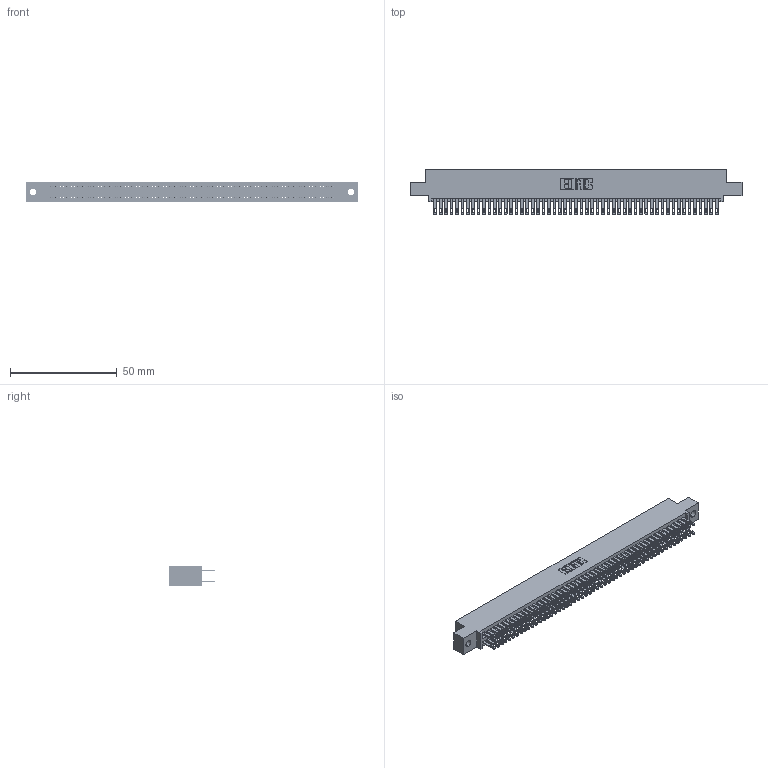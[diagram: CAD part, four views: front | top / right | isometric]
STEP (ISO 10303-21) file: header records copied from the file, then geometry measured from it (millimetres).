
FILE_DESCRIPTION (( 'STEP AP203' ), '1' );
FILE_NAME ('345-106-500-502.STEP', '2019-11-03T14:04:11', ( '' ), ( '' ), 'SwSTEP 2.0', 'SolidWorks 2016', '' );
FILE_SCHEMA (( 'CONFIG_CONTROL_DESIGN' ));
Length unit declared in the file: inch
Products named in the file (3): 345-292-001_345-293-100; 345-106-500-502; 345 Part_0.110 Offset - 0.128 Dia
Assembly tree (107 placements, depth 2):
  345-106-500-502
    345 Part_0.110 Offset - 0.128 Dia
    345-292-001_345-293-100  x106
Bounding box: 155.83 x 21.51 x 9.4 mm (x, y, z)
Volume: 15453.4 mm3; surface area: 23957 mm2
Topology: 107 solids, 107 shells, 5006 faces, 15299 edges, 10198 vertices
Faces by surface type: plane 2946, cylinder 2060
Entity records: 40169 total; most frequent: CARTESIAN_POINT 6724, ORIENTED_EDGE 6658, DIRECTION 5917, EDGE_CURVE 3329, LINE 2981, VECTOR 2981, VERTEX_POINT 2218, AXIS2_PLACEMENT_3D 1468
